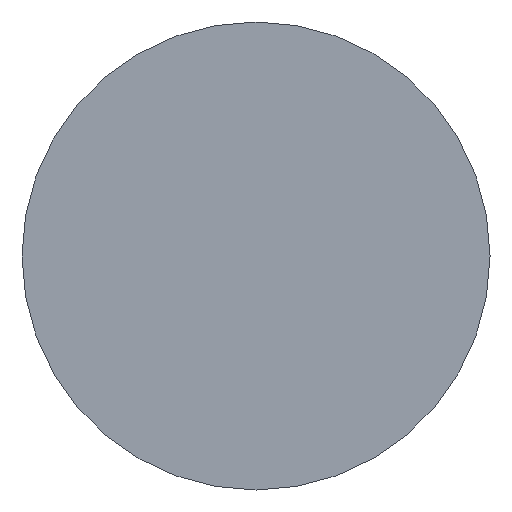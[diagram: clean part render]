
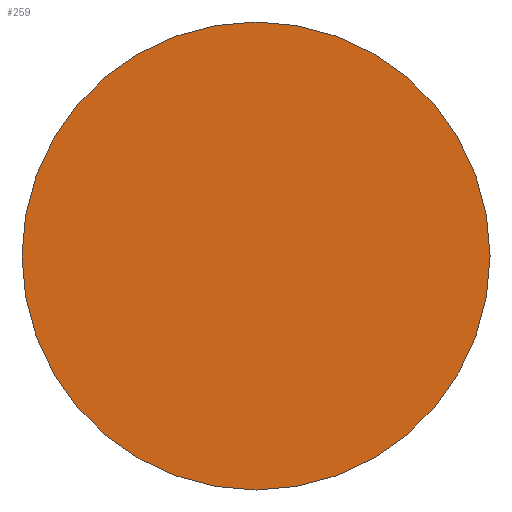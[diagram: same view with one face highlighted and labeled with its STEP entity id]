
A CAD part, front view. The second image highlights one B-rep face of the part: STEP entity #259.
In plain terms, the highlighted planar face has unit normal (0, -1, 0).
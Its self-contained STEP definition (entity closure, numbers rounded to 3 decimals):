
#4 = DIRECTION ( 'NONE',  ( 0., -1., 0. ) ) ;
#5 = CARTESIAN_POINT ( 'NONE',  ( 0., -115., -20. ) ) ;
#6 = VERTEX_POINT ( 'NONE', #106 ) ;
#37 = ORIENTED_EDGE ( 'NONE', *, *, #123, .T. ) ;
#39 = CIRCLE ( 'NONE', #161, 20. ) ;
#55 = FACE_OUTER_BOUND ( 'NONE', #99, .T. ) ;
#84 = AXIS2_PLACEMENT_3D ( 'NONE', #292, #4, #195 ) ;
#99 = EDGE_LOOP ( 'NONE', ( #316, #37 ) ) ;
#106 = CARTESIAN_POINT ( 'NONE',  ( 0., -115., 20. ) ) ;
#123 = EDGE_CURVE ( 'NONE', #250, #6, #39, .T. ) ;
#161 = AXIS2_PLACEMENT_3D ( 'NONE', #211, #332, #284 ) ;
#166 = CARTESIAN_POINT ( 'NONE',  ( 0., -115., 0. ) ) ;
#195 = DIRECTION ( 'NONE',  ( 0., 0., -1. ) ) ;
#206 = EDGE_CURVE ( 'NONE', #6, #250, #318, .T. ) ;
#211 = CARTESIAN_POINT ( 'NONE',  ( 0., -115., 0. ) ) ;
#250 = VERTEX_POINT ( 'NONE', #5 ) ;
#259 = ADVANCED_FACE ( 'NONE', ( #55 ), #269, .T. ) ;
#269 = PLANE ( 'NONE',  #273 ) ;
#273 = AXIS2_PLACEMENT_3D ( 'NONE', #166, #319, #295 ) ;
#284 = DIRECTION ( 'NONE',  ( 0., 0., -1. ) ) ;
#292 = CARTESIAN_POINT ( 'NONE',  ( 0., -115., 0. ) ) ;
#295 = DIRECTION ( 'NONE',  ( 0., 0., -1. ) ) ;
#316 = ORIENTED_EDGE ( 'NONE', *, *, #206, .T. ) ;
#318 = CIRCLE ( 'NONE', #84, 20. ) ;
#319 = DIRECTION ( 'NONE',  ( 0., -1., 0. ) ) ;
#332 = DIRECTION ( 'NONE',  ( 0., -1., 0. ) ) ;
